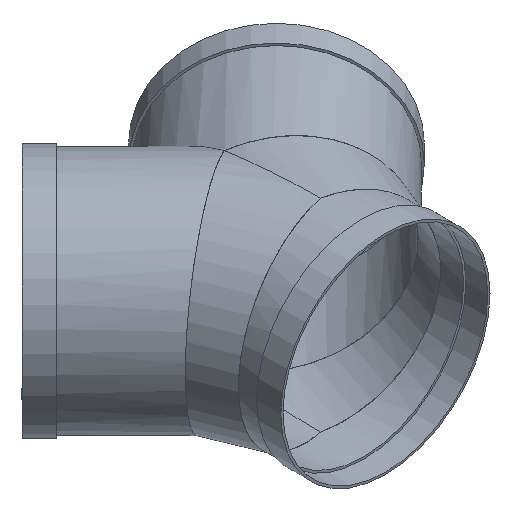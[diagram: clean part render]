
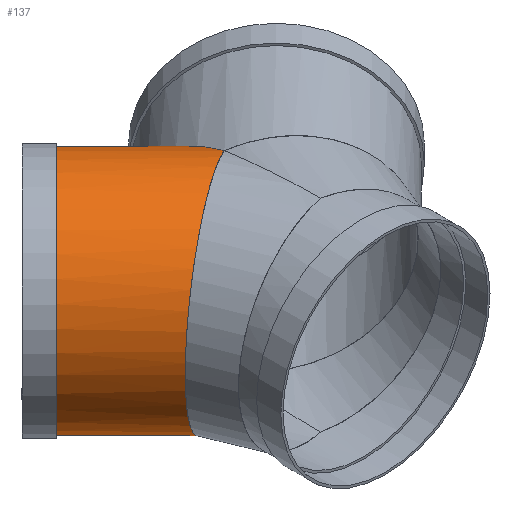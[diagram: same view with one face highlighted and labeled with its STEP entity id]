
A CAD part, isometric view. The second image highlights one B-rep face of the part: STEP entity #137.
In plain terms, the highlighted cylindrical face has radius 280 mm (diameter 560 mm), a full revolution.
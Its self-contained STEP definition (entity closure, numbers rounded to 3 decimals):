
#137 = ADVANCED_FACE( '', ( #240, #241 ), #242, .T. );
#240 = FACE_OUTER_BOUND( '', #340, .T. );
#241 = FACE_OUTER_BOUND( '', #341, .T. );
#242 = CYLINDRICAL_SURFACE( '', #342, 280. );
#340 = EDGE_LOOP( '', ( #445 ) );
#341 = EDGE_LOOP( '', ( #446, #447 ) );
#342 = AXIS2_PLACEMENT_3D( '', #448, #449, #450 );
#445 = ORIENTED_EDGE( '', *, *, #598, .T. );
#446 = ORIENTED_EDGE( '', *, *, #583, .F. );
#447 = ORIENTED_EDGE( '', *, *, #599, .F. );
#448 = CARTESIAN_POINT( '', ( 231.96, 66., 0. ) );
#449 = DIRECTION( '', ( 0.707, -0.707, 0. ) );
#450 = DIRECTION( '', ( -0.707, -0.707, 0. ) );
#583 = EDGE_CURVE( '', #645, #647, #648, .T. );
#598 = EDGE_CURVE( '', #671, #671, #672, .T. );
#599 = EDGE_CURVE( '', #647, #645, #673, .T. );
#645 = VERTEX_POINT( '', #733 );
#647 = VERTEX_POINT( '', #736 );
#648 = ELLIPSE( '', #737, 395.98, 280. );
#671 = VERTEX_POINT( '', #763 );
#672 = CIRCLE( '', #764, 280. );
#673 = ELLIPSE( '', #765, 285.486, 280. );
#733 = CARTESIAN_POINT( '', ( 0., 440.18, -261.317 ) );
#736 = CARTESIAN_POINT( '', ( 0., 440.18, 261.317 ) );
#737 = AXIS2_PLACEMENT_3D( '', #829, #830, #831 );
#763 = CARTESIAN_POINT( '', ( -499.189, 401.169, 0. ) );
#764 = AXIS2_PLACEMENT_3D( '', #856, #857, #858 );
#765 = AXIS2_PLACEMENT_3D( '', #859, #860, #861 );
#829 = CARTESIAN_POINT( '', ( 0., 297.96, 0. ) );
#830 = DIRECTION( '', ( 1., 0., 0. ) );
#831 = DIRECTION( '', ( 0., 1., 0. ) );
#856 = CARTESIAN_POINT( '', ( -301.199, 599.159, 0. ) );
#857 = DIRECTION( '', ( 0.707, -0.707, 0. ) );
#858 = DIRECTION( '', ( -0.707, -0.707, 0. ) );
#859 = CARTESIAN_POINT( '', ( -85.255, 383.215, 0. ) );
#860 = DIRECTION( '', ( 0.556, -0.831, 0. ) );
#861 = DIRECTION( '', ( -0.831, -0.556, 0. ) );
